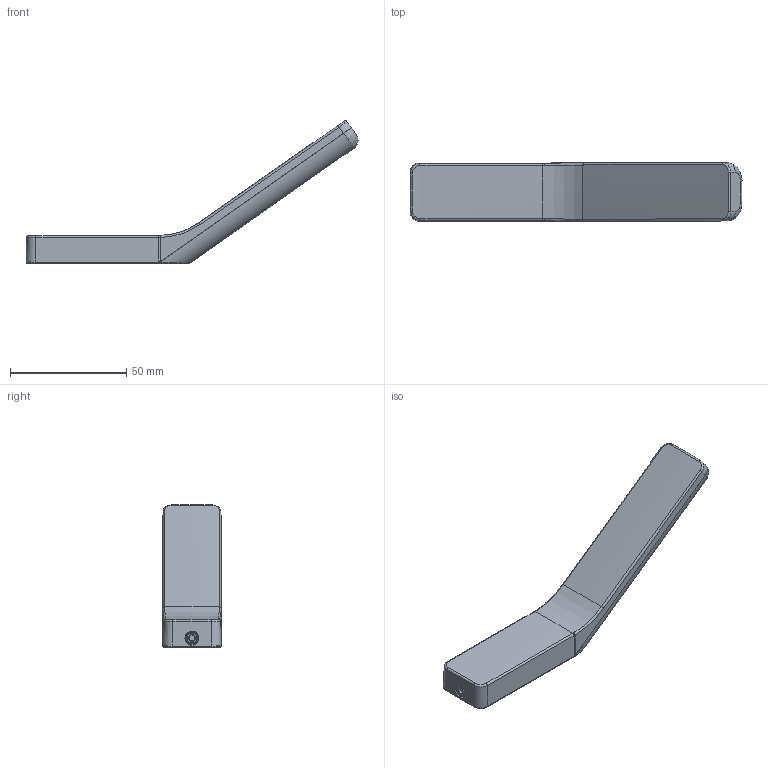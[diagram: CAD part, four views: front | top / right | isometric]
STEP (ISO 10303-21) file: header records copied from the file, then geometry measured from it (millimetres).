
FILE_DESCRIPTION(('CAx-IF Rec.Pracs.---Model Styling and Organization---1.2---2011-12-15','CAx-IF Rec.Pracs.---Geometric and Assembly Validation Properties---4.1---2014-06-16','CAx-IF Rec.Pracs.---PMI Polyline Presentation---2.0---2013-05-24'),'2;1');
FILE_NAME('1000104814_PPA_000.stp','2022-02-15T06:52:07+01:00',(''),(''),'STEP Interface 4.3 by CT CoreTechnologie','3D_Evolution4.3 by CT CoreTechnologie','');
FILE_SCHEMA(('AP203_CONFIGURATION_CONTROLLED_3D_DESIGN_OF_MECHANICAL_PARTS_AND_ASSEMBLIES_MIM_LF'));
Length unit declared in the file: millimetre
Products named in the file (1): P_2 Haken_kpl._AX Citterio Univ. 1000104814_PPA_000_A0
Bounding box: 142.58 x 25 x 61.24 mm (x, y, z)
Volume: 43900 mm3; surface area: 11213 mm2
Topology: 1 solids, 1 shells, 103 faces, 226 edges, 125 vertices
Faces by surface type: bspline 56, cylinder 27, plane 20
Entity records: 6947 total; most frequent: CARTESIAN_POINT 3695, ORIENTED_EDGE 448, DIRECTION 416, EDGE_CURVE 224, AXIS2_PLACEMENT_3D 157, VERTEX_POINT 125, CIRCLE 109, EDGE_LOOP 105
